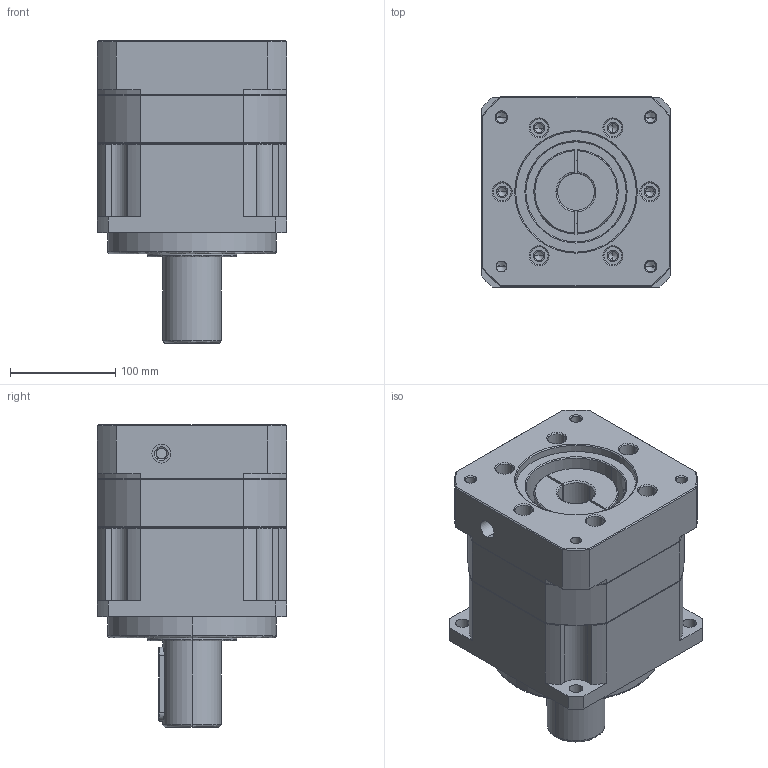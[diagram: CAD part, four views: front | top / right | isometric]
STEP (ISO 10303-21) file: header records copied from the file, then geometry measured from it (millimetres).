
FILE_DESCRIPTION (( 'STEP AP214' ), '1' );
FILE_NAME ('SB180-L1-35-114.3-200M12.STEP', '2021-12-18T06:12:44', ( 'admin' ), ( '' ), 'SwSTEP 2.0', 'SolidWorks 2013', '' );
FILE_SCHEMA (( 'AUTOMOTIVE_DESIGN' ));
Length unit declared in the file: millimetre
Products named in the file (4): SB180-114.3-200m12; SB180_X2_58F34F537AEF_X0_-35; SB180_X2_8F9351FA7AEF_X0_; SB180-L1-35-114.3-200M12
Assembly tree (3 placements, depth 2):
  SB180-L1-35-114.3-200M12
    SB180_X2_8F9351FA7AEF_X0_
    SB180_X2_58F34F537AEF_X0_-35
    SB180-114.3-200m12
Bounding box: 180 x 180 x 287 mm (x, y, z)
Volume: 5648567.3 mm3; surface area: 389936.5 mm2
Topology: 3 solids, 3 shells, 336 faces, 811 edges, 487 vertices
Faces by surface type: cylinder 143, cone 97, plane 87, bspline 9
Entity records: 14276 total; most frequent: CARTESIAN_POINT 2561, DIRECTION 1734, ORIENTED_EDGE 1578, EDGE_CURVE 789, AXIS2_PLACEMENT_3D 688, VERTEX_POINT 487, EDGE_LOOP 398, VECTOR 358
